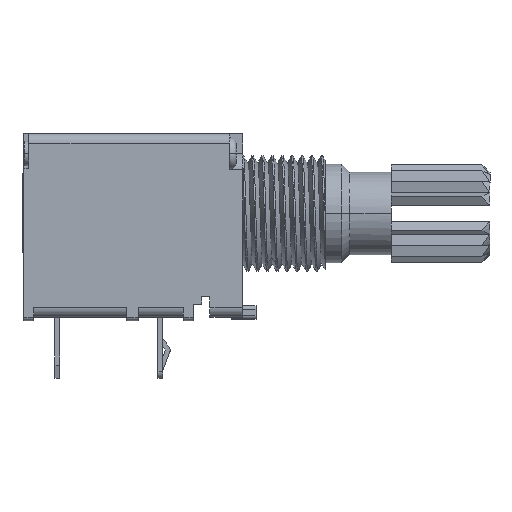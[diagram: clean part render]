
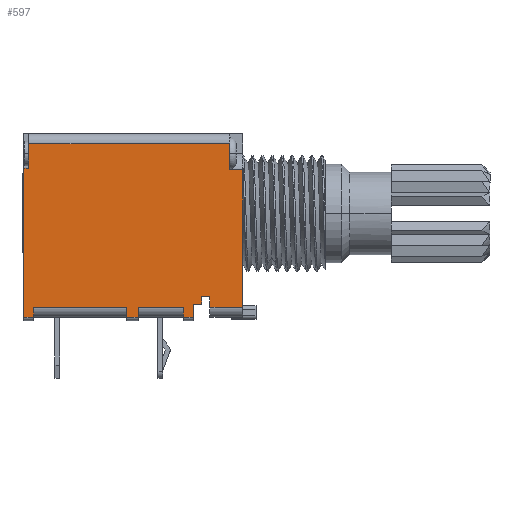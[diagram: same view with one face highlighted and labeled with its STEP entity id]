
A CAD part, left-side view. The second image highlights one B-rep face of the part: STEP entity #597.
In plain terms, the highlighted planar face has unit normal (-1, 0, 0).
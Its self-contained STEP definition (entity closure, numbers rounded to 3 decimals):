
#495 = VERTEX_POINT('',#496);
#496 = CARTESIAN_POINT('',(-4.823,2.25,1.177
    ));
#503 = EDGE_CURVE('',#504,#495,#506,.T.);
#504 = VERTEX_POINT('',#505);
#505 = CARTESIAN_POINT('',(-4.823,7.9,1.177
    ));
#506 = LINE('',#507,#508);
#507 = CARTESIAN_POINT('',(-4.823,7.9,1.177
    ));
#508 = VECTOR('',#509,1.);
#509 = DIRECTION('',(0.,-1.,0.));
#530 = VERTEX_POINT('',#531);
#531 = CARTESIAN_POINT('',(-4.823,7.9,0.577
    ));
#538 = EDGE_CURVE('',#530,#504,#539,.T.);
#539 = LINE('',#540,#541);
#540 = CARTESIAN_POINT('',(-4.823,7.9,0.577
    ));
#541 = VECTOR('',#542,1.);
#542 = DIRECTION('',(0.,0.,1.));
#570 = VERTEX_POINT('',#571);
#571 = CARTESIAN_POINT('',(-4.823,8.5,0.577
    ));
#587 = EDGE_CURVE('',#570,#530,#588,.T.);
#588 = LINE('',#589,#590);
#589 = CARTESIAN_POINT('',(-4.823,8.5,0.577
    ));
#590 = VECTOR('',#591,1.);
#591 = DIRECTION('',(0.,-1.,0.));
#597 = ADVANCED_FACE('',(#598),#761,.T.);
#598 = FACE_BOUND('',#599,.F.);
#599 = EDGE_LOOP('',(#600,#601,#602,#603,#611,#619,#627,#635,#643,#651,
    #659,#667,#675,#683,#691,#699,#707,#715,#723,#731,#739,#747,#755));
#600 = ORIENTED_EDGE('',*,*,#503,.F.);
#601 = ORIENTED_EDGE('',*,*,#538,.F.);
#602 = ORIENTED_EDGE('',*,*,#587,.F.);
#603 = ORIENTED_EDGE('',*,*,#604,.F.);
#604 = EDGE_CURVE('',#605,#570,#607,.T.);
#605 = VERTEX_POINT('',#606);
#606 = CARTESIAN_POINT('',(-4.823,8.5,9.627
    ));
#607 = LINE('',#608,#609);
#608 = CARTESIAN_POINT('',(-4.823,8.5,9.627
    ));
#609 = VECTOR('',#610,1.);
#610 = DIRECTION('',(0.,0.,-1.));
#611 = ORIENTED_EDGE('',*,*,#612,.F.);
#612 = EDGE_CURVE('',#613,#605,#615,.T.);
#613 = VERTEX_POINT('',#614);
#614 = CARTESIAN_POINT('',(-4.823,8.2,9.627
    ));
#615 = LINE('',#616,#617);
#616 = CARTESIAN_POINT('',(-4.823,8.2,9.627
    ));
#617 = VECTOR('',#618,1.);
#618 = DIRECTION('',(-0.,1.,0.));
#619 = ORIENTED_EDGE('',*,*,#620,.T.);
#620 = EDGE_CURVE('',#613,#621,#623,.T.);
#621 = VERTEX_POINT('',#622);
#622 = CARTESIAN_POINT('',(-4.823,8.2,
    11.127));
#623 = LINE('',#624,#625);
#624 = CARTESIAN_POINT('',(-4.823,8.2,9.627
    ));
#625 = VECTOR('',#626,1.);
#626 = DIRECTION('',(0.,0.,1.));
#627 = ORIENTED_EDGE('',*,*,#628,.F.);
#628 = EDGE_CURVE('',#629,#621,#631,.T.);
#629 = VERTEX_POINT('',#630);
#630 = CARTESIAN_POINT('',(-4.823,1.95,
    11.127));
#631 = LINE('',#632,#633);
#632 = CARTESIAN_POINT('',(-4.823,1.95,
    11.127));
#633 = VECTOR('',#634,1.);
#634 = DIRECTION('',(-0.,1.,0.));
#635 = ORIENTED_EDGE('',*,*,#636,.F.);
#636 = EDGE_CURVE('',#637,#629,#639,.T.);
#637 = VERTEX_POINT('',#638);
#638 = CARTESIAN_POINT('',(-4.823,-4.,
    11.127));
#639 = LINE('',#640,#641);
#640 = CARTESIAN_POINT('',(-4.823,-4.,
    11.127));
#641 = VECTOR('',#642,1.);
#642 = DIRECTION('',(-0.,1.,0.));
#643 = ORIENTED_EDGE('',*,*,#644,.T.);
#644 = EDGE_CURVE('',#637,#645,#647,.T.);
#645 = VERTEX_POINT('',#646);
#646 = CARTESIAN_POINT('',(-4.823,-4.,
    9.527));
#647 = LINE('',#648,#649);
#648 = CARTESIAN_POINT('',(-4.823,-4.,
    11.127));
#649 = VECTOR('',#650,1.);
#650 = DIRECTION('',(0.,0.,-1.));
#651 = ORIENTED_EDGE('',*,*,#652,.F.);
#652 = EDGE_CURVE('',#653,#645,#655,.T.);
#653 = VERTEX_POINT('',#654);
#654 = CARTESIAN_POINT('',(-4.823,-4.8,
    9.527));
#655 = LINE('',#656,#657);
#656 = CARTESIAN_POINT('',(-4.823,-4.8,
    9.527));
#657 = VECTOR('',#658,1.);
#658 = DIRECTION('',(-0.,1.,0.));
#659 = ORIENTED_EDGE('',*,*,#660,.T.);
#660 = EDGE_CURVE('',#653,#661,#663,.T.);
#661 = VERTEX_POINT('',#662);
#662 = CARTESIAN_POINT('',(-4.823,-4.8,
    1.177));
#663 = LINE('',#664,#665);
#664 = CARTESIAN_POINT('',(-4.823,-4.8,
    9.527));
#665 = VECTOR('',#666,1.);
#666 = DIRECTION('',(0.,0.,-1.));
#667 = ORIENTED_EDGE('',*,*,#668,.F.);
#668 = EDGE_CURVE('',#669,#661,#671,.T.);
#669 = VERTEX_POINT('',#670);
#670 = CARTESIAN_POINT('',(-4.823,-2.8,
    1.177));
#671 = LINE('',#672,#673);
#672 = CARTESIAN_POINT('',(-4.823,-2.8,
    1.177));
#673 = VECTOR('',#674,1.);
#674 = DIRECTION('',(0.,-1.,0.));
#675 = ORIENTED_EDGE('',*,*,#676,.T.);
#676 = EDGE_CURVE('',#669,#677,#679,.T.);
#677 = VERTEX_POINT('',#678);
#678 = CARTESIAN_POINT('',(-4.823,-2.8,
    1.827));
#679 = LINE('',#680,#681);
#680 = CARTESIAN_POINT('',(-4.823,-2.8,
    1.177));
#681 = VECTOR('',#682,1.);
#682 = DIRECTION('',(0.,0.,1.));
#683 = ORIENTED_EDGE('',*,*,#684,.T.);
#684 = EDGE_CURVE('',#677,#685,#687,.T.);
#685 = VERTEX_POINT('',#686);
#686 = CARTESIAN_POINT('',(-4.823,-2.3,
    1.827));
#687 = LINE('',#688,#689);
#688 = CARTESIAN_POINT('',(-4.823,-2.8,
    1.827));
#689 = VECTOR('',#690,1.);
#690 = DIRECTION('',(-0.,1.,0.));
#691 = ORIENTED_EDGE('',*,*,#692,.T.);
#692 = EDGE_CURVE('',#685,#693,#695,.T.);
#693 = VERTEX_POINT('',#694);
#694 = CARTESIAN_POINT('',(-4.823,-2.3,
    1.377));
#695 = LINE('',#696,#697);
#696 = CARTESIAN_POINT('',(-4.823,-2.3,
    1.827));
#697 = VECTOR('',#698,1.);
#698 = DIRECTION('',(0.,0.,-1.));
#699 = ORIENTED_EDGE('',*,*,#700,.T.);
#700 = EDGE_CURVE('',#693,#701,#703,.T.);
#701 = VERTEX_POINT('',#702);
#702 = CARTESIAN_POINT('',(-4.823,-1.8,
    1.377));
#703 = LINE('',#704,#705);
#704 = CARTESIAN_POINT('',(-4.823,-2.3,
    1.377));
#705 = VECTOR('',#706,1.);
#706 = DIRECTION('',(-0.,1.,0.));
#707 = ORIENTED_EDGE('',*,*,#708,.F.);
#708 = EDGE_CURVE('',#709,#701,#711,.T.);
#709 = VERTEX_POINT('',#710);
#710 = CARTESIAN_POINT('',(-4.823,-1.8,
    0.577));
#711 = LINE('',#712,#713);
#712 = CARTESIAN_POINT('',(-4.823,-1.8,
    0.577));
#713 = VECTOR('',#714,1.);
#714 = DIRECTION('',(0.,0.,1.));
#715 = ORIENTED_EDGE('',*,*,#716,.F.);
#716 = EDGE_CURVE('',#717,#709,#719,.T.);
#717 = VERTEX_POINT('',#718);
#718 = CARTESIAN_POINT('',(-4.823,-1.2,
    0.577));
#719 = LINE('',#720,#721);
#720 = CARTESIAN_POINT('',(-4.823,-1.2,
    0.577));
#721 = VECTOR('',#722,1.);
#722 = DIRECTION('',(0.,-1.,0.));
#723 = ORIENTED_EDGE('',*,*,#724,.T.);
#724 = EDGE_CURVE('',#717,#725,#727,.T.);
#725 = VERTEX_POINT('',#726);
#726 = CARTESIAN_POINT('',(-4.823,-1.2,
    1.177));
#727 = LINE('',#728,#729);
#728 = CARTESIAN_POINT('',(-4.823,-1.2,
    0.577));
#729 = VECTOR('',#730,1.);
#730 = DIRECTION('',(0.,0.,1.));
#731 = ORIENTED_EDGE('',*,*,#732,.F.);
#732 = EDGE_CURVE('',#733,#725,#735,.T.);
#733 = VERTEX_POINT('',#734);
#734 = CARTESIAN_POINT('',(-4.823,1.55,1.177
    ));
#735 = LINE('',#736,#737);
#736 = CARTESIAN_POINT('',(-4.823,1.55,1.177
    ));
#737 = VECTOR('',#738,1.);
#738 = DIRECTION('',(0.,-1.,0.));
#739 = ORIENTED_EDGE('',*,*,#740,.F.);
#740 = EDGE_CURVE('',#741,#733,#743,.T.);
#741 = VERTEX_POINT('',#742);
#742 = CARTESIAN_POINT('',(-4.823,1.55,0.577
    ));
#743 = LINE('',#744,#745);
#744 = CARTESIAN_POINT('',(-4.823,1.55,0.577
    ));
#745 = VECTOR('',#746,1.);
#746 = DIRECTION('',(0.,0.,1.));
#747 = ORIENTED_EDGE('',*,*,#748,.F.);
#748 = EDGE_CURVE('',#749,#741,#751,.T.);
#749 = VERTEX_POINT('',#750);
#750 = CARTESIAN_POINT('',(-4.823,2.25,0.577
    ));
#751 = LINE('',#752,#753);
#752 = CARTESIAN_POINT('',(-4.823,2.25,0.577
    ));
#753 = VECTOR('',#754,1.);
#754 = DIRECTION('',(0.,-1.,0.));
#755 = ORIENTED_EDGE('',*,*,#756,.T.);
#756 = EDGE_CURVE('',#749,#495,#757,.T.);
#757 = LINE('',#758,#759);
#758 = CARTESIAN_POINT('',(-4.823,2.25,0.577
    ));
#759 = VECTOR('',#760,1.);
#760 = DIRECTION('',(0.,0.,1.));
#761 = PLANE('',#762);
#762 = AXIS2_PLACEMENT_3D('',#763,#764,#765);
#763 = CARTESIAN_POINT('',(-4.823,2.25,
    11.127));
#764 = DIRECTION('',(-1.,0.,0.));
#765 = DIRECTION('',(0.,0.,-1.));
